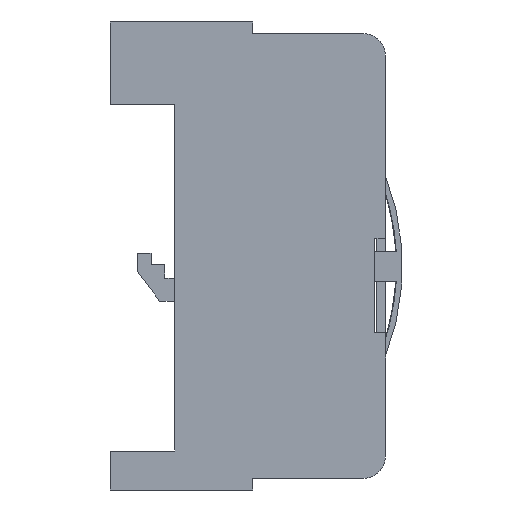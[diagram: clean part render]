
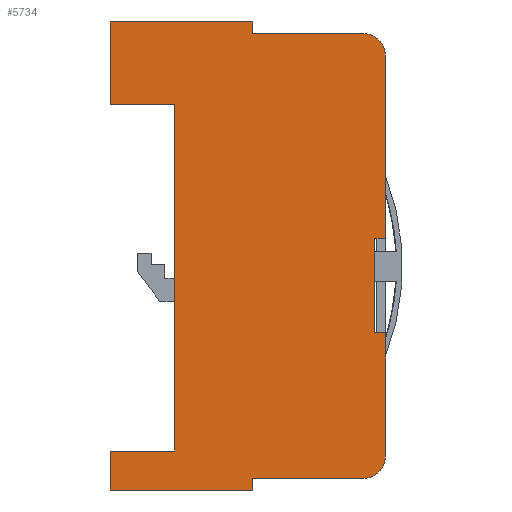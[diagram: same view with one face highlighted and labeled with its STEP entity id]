
A CAD part, left-side view. The second image highlights one B-rep face of the part: STEP entity #5734.
In plain terms, the highlighted planar face has unit normal (-1, 0, 0).
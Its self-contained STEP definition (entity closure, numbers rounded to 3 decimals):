
#64=CIRCLE('',#7372,10.);
#65=CIRCLE('',#7375,10.);
#350=ORIENTED_EDGE('',*,*,#1999,.F.);
#351=ORIENTED_EDGE('',*,*,#2000,.T.);
#352=ORIENTED_EDGE('',*,*,#1952,.F.);
#353=ORIENTED_EDGE('',*,*,#1950,.F.);
#354=ORIENTED_EDGE('',*,*,#1919,.F.);
#355=ORIENTED_EDGE('',*,*,#1913,.F.);
#356=ORIENTED_EDGE('',*,*,#1910,.F.);
#357=ORIENTED_EDGE('',*,*,#1925,.F.);
#358=ORIENTED_EDGE('',*,*,#1864,.F.);
#359=ORIENTED_EDGE('',*,*,#1861,.F.);
#360=ORIENTED_EDGE('',*,*,#1858,.F.);
#361=ORIENTED_EDGE('',*,*,#1906,.F.);
#362=ORIENTED_EDGE('',*,*,#1890,.F.);
#363=ORIENTED_EDGE('',*,*,#1887,.F.);
#364=ORIENTED_EDGE('',*,*,#1883,.F.);
#365=ORIENTED_EDGE('',*,*,#1963,.F.);
#366=ORIENTED_EDGE('',*,*,#1956,.F.);
#367=ORIENTED_EDGE('',*,*,#2001,.F.);
#1858=EDGE_CURVE('',#2712,#2713,#3280,.T.);
#1861=EDGE_CURVE('',#2713,#2715,#3283,.T.);
#1864=EDGE_CURVE('',#2715,#2717,#3286,.T.);
#1883=EDGE_CURVE('',#2732,#2733,#3301,.T.);
#1887=EDGE_CURVE('',#2733,#2736,#3305,.T.);
#1890=EDGE_CURVE('',#2736,#2738,#3308,.T.);
#1906=EDGE_CURVE('',#2738,#2712,#3324,.T.);
#1910=EDGE_CURVE('',#2754,#2755,#3328,.T.);
#1913=EDGE_CURVE('',#2755,#2757,#3331,.T.);
#1919=EDGE_CURVE('',#2757,#2762,#3337,.T.);
#1925=EDGE_CURVE('',#2717,#2754,#3343,.T.);
#1950=EDGE_CURVE('',#2762,#2786,#64,.T.);
#1952=EDGE_CURVE('',#2786,#2787,#3365,.T.);
#1956=EDGE_CURVE('',#2790,#2791,#3369,.T.);
#1963=EDGE_CURVE('',#2791,#2732,#65,.T.);
#1999=EDGE_CURVE('',#2816,#2817,#3409,.T.);
#2000=EDGE_CURVE('',#2816,#2787,#3410,.T.);
#2001=EDGE_CURVE('',#2817,#2790,#3411,.T.);
#2712=VERTEX_POINT('',#9265);
#2713=VERTEX_POINT('',#9267);
#2715=VERTEX_POINT('',#9273);
#2717=VERTEX_POINT('',#9279);
#2732=VERTEX_POINT('',#9315);
#2733=VERTEX_POINT('',#9317);
#2736=VERTEX_POINT('',#9325);
#2738=VERTEX_POINT('',#9331);
#2754=VERTEX_POINT('',#9369);
#2755=VERTEX_POINT('',#9371);
#2757=VERTEX_POINT('',#9377);
#2762=VERTEX_POINT('',#9389);
#2786=VERTEX_POINT('',#9449);
#2787=VERTEX_POINT('',#9453);
#2790=VERTEX_POINT('',#9459);
#2791=VERTEX_POINT('',#9461);
#2816=VERTEX_POINT('',#9542);
#2817=VERTEX_POINT('',#9543);
#3280=LINE('',#9266,#4090);
#3283=LINE('',#9272,#4093);
#3286=LINE('',#9278,#4096);
#3301=LINE('',#9316,#4111);
#3305=LINE('',#9324,#4115);
#3308=LINE('',#9330,#4118);
#3324=LINE('',#9362,#4134);
#3328=LINE('',#9370,#4138);
#3331=LINE('',#9376,#4141);
#3337=LINE('',#9388,#4147);
#3343=LINE('',#9400,#4153);
#3365=LINE('',#9452,#4175);
#3369=LINE('',#9460,#4179);
#3409=LINE('',#9541,#4219);
#3410=LINE('',#9544,#4220);
#3411=LINE('',#9545,#4221);
#4090=VECTOR('',#7744,1000.);
#4093=VECTOR('',#7749,1000.);
#4096=VECTOR('',#7754,1000.);
#4111=VECTOR('',#7783,1000.);
#4115=VECTOR('',#7789,1000.);
#4118=VECTOR('',#7794,1000.);
#4134=VECTOR('',#7814,1000.);
#4138=VECTOR('',#7820,1000.);
#4141=VECTOR('',#7825,1000.);
#4147=VECTOR('',#7833,1000.);
#4153=VECTOR('',#7841,1000.);
#4175=VECTOR('',#7883,1000.);
#4179=VECTOR('',#7887,1000.);
#4219=VECTOR('',#7959,1000.);
#4220=VECTOR('',#7960,1000.);
#4221=VECTOR('',#7961,1000.);
#4890=EDGE_LOOP('',(#350,#351,#352,#353,#354,#355,#356,#357,#358,#359,#360,
#361,#362,#363,#364,#365,#366,#367));
#5178=FACE_BOUND('',#4890,.T.);
#5462=PLANE('',#7389);
#5734=ADVANCED_FACE('',(#5178),#5462,.F.);
#7372=AXIS2_PLACEMENT_3D('',#9448,#7878,#7879);
#7375=AXIS2_PLACEMENT_3D('',#9473,#7896,#7897);
#7389=AXIS2_PLACEMENT_3D('',#9540,#7957,#7958);
#7744=DIRECTION('',(0.,0.,1.));
#7749=DIRECTION('',(0.,1.,0.));
#7754=DIRECTION('',(0.,0.,-1.));
#7783=DIRECTION('',(0.,0.,-1.));
#7789=DIRECTION('',(0.,-1.,0.));
#7794=DIRECTION('',(0.,0.,-1.));
#7814=DIRECTION('',(0.,1.,0.));
#7820=DIRECTION('',(0.,0.,1.));
#7825=DIRECTION('',(0.,-1.,0.));
#7833=DIRECTION('',(0.,0.,1.));
#7841=DIRECTION('',(0.,1.,0.));
#7878=DIRECTION('',(1.,0.,0.));
#7879=DIRECTION('',(0.,0.,-1.));
#7883=DIRECTION('',(0.,-1.,0.));
#7887=DIRECTION('',(0.,-1.,0.));
#7896=DIRECTION('',(1.,0.,0.));
#7897=DIRECTION('',(0.,0.,-1.));
#7957=DIRECTION('',(1.,0.,0.));
#7958=DIRECTION('',(0.,0.,-1.));
#7959=DIRECTION('',(0.,-1.,0.));
#7960=DIRECTION('',(0.,0.,1.));
#7961=DIRECTION('',(0.,0.,1.));
#9265=CARTESIAN_POINT('',(-125.,17.,0.));
#9266=CARTESIAN_POINT('',(-125.,17.,0.));
#9267=CARTESIAN_POINT('',(-125.,17.,28.));
#9272=CARTESIAN_POINT('',(-125.,17.,28.));
#9273=CARTESIAN_POINT('',(-125.,168.,28.));
#9278=CARTESIAN_POINT('',(-125.,168.,28.));
#9279=CARTESIAN_POINT('',(-125.,168.,0.));
#9315=CARTESIAN_POINT('',(-125.,5.,110.));
#9316=CARTESIAN_POINT('',(-125.,5.,110.));
#9317=CARTESIAN_POINT('',(-125.,5.,62.));
#9324=CARTESIAN_POINT('',(-125.,5.,62.));
#9325=CARTESIAN_POINT('',(-125.,0.,62.));
#9330=CARTESIAN_POINT('',(-125.,0.,62.));
#9331=CARTESIAN_POINT('',(-125.,0.,0.));
#9362=CARTESIAN_POINT('',(-125.,0.,0.));
#9369=CARTESIAN_POINT('',(-125.,204.,0.));
#9370=CARTESIAN_POINT('',(-125.,204.,0.));
#9371=CARTESIAN_POINT('',(-125.,204.,62.));
#9376=CARTESIAN_POINT('',(-125.,204.,62.));
#9377=CARTESIAN_POINT('',(-125.,199.,62.));
#9388=CARTESIAN_POINT('',(-125.,199.,62.));
#9389=CARTESIAN_POINT('',(-125.,199.,110.));
#9400=CARTESIAN_POINT('',(-125.,168.,0.));
#9448=CARTESIAN_POINT('',(-125.,189.,110.));
#9449=CARTESIAN_POINT('',(-125.,189.,120.));
#9452=CARTESIAN_POINT('',(-125.,189.,120.));
#9453=CARTESIAN_POINT('',(-125.,109.5,120.));
#9459=CARTESIAN_POINT('',(-125.,68.5,120.));
#9460=CARTESIAN_POINT('',(-125.,189.,120.));
#9461=CARTESIAN_POINT('',(-125.,15.,120.));
#9473=CARTESIAN_POINT('',(-125.,15.,110.));
#9540=CARTESIAN_POINT('',(-125.,189.,110.));
#9541=CARTESIAN_POINT('',(-125.,109.5,115.33));
#9542=CARTESIAN_POINT('',(-125.,109.5,115.33));
#9543=CARTESIAN_POINT('',(-125.,68.5,115.33));
#9544=CARTESIAN_POINT('',(-125.,109.5,115.33));
#9545=CARTESIAN_POINT('',(-125.,68.5,115.33));
